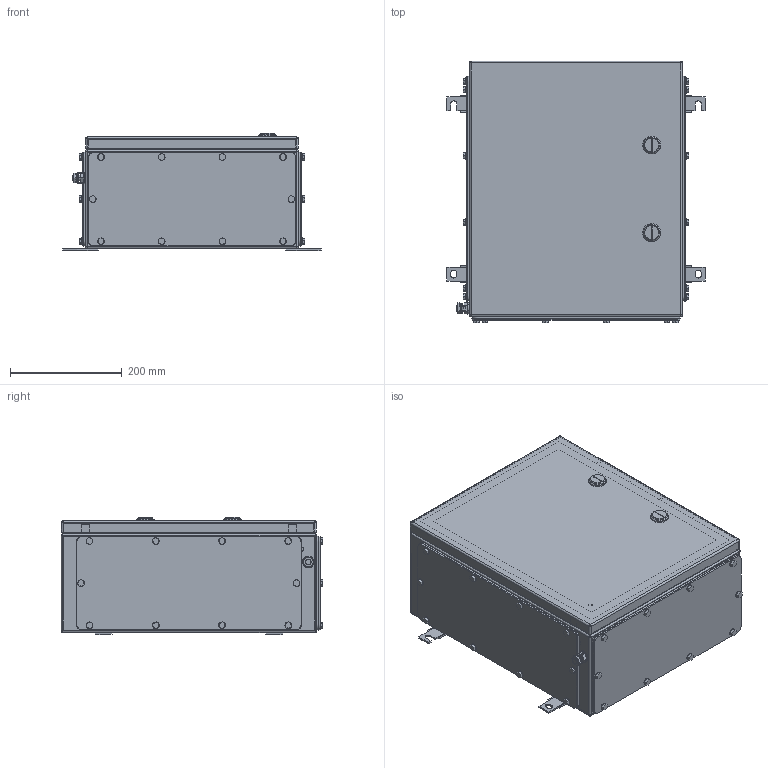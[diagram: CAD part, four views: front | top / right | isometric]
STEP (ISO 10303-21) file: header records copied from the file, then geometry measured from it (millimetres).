
FILE_DESCRIPTION(('CATIA V5 STEP Exchange','CAx-IF Rec.Pracs.--- Model Styling and Organization---1.4--- 2014-01-23'),'2;1');
FILE_NAME ('008814-5_3_1200420000_1200420000.stp','2019-09-23T07:59:30+00:00',('none'),('Weidmueller'),'CATIA Version 5-6 Release 2016 SP3 HF44','CATIA V5 STEP AP214','none');
FILE_SCHEMA(('AUTOMOTIVE_DESIGN { 1 0 10303 214 1 1 1 1 }'));
Products named in the file (1): 1200420000
Bounding box: 463 x 469 x 209.8 mm (x, y, z)
Volume: 1870546.9 mm3; surface area: 1910101.7 mm2
Topology: 112 solids, 114 shells, 2249 faces, 5164 edges, 3246 vertices
Faces by surface type: cylinder 1010, plane 965, cone 220, sphere 24, torus 22, bspline 8
Entity records: 61319 total; most frequent: CARTESIAN_POINT 13563, ORIENTED_EDGE 10136, DIRECTION 8023, EDGE_CURVE 5068, AXIS2_PLACEMENT_3D 3529, VERTEX_POINT 3246, VECTOR 2812, LINE 2812
